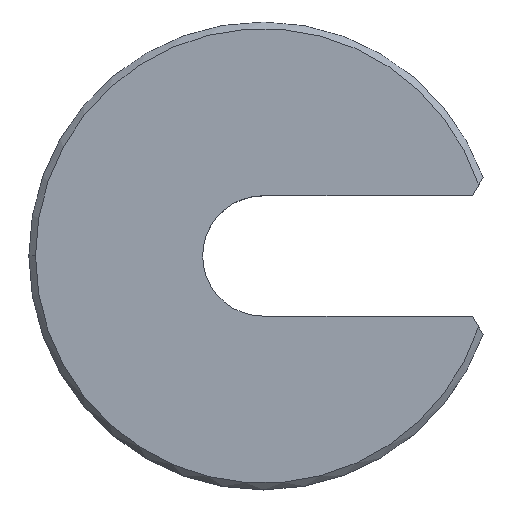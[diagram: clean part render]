
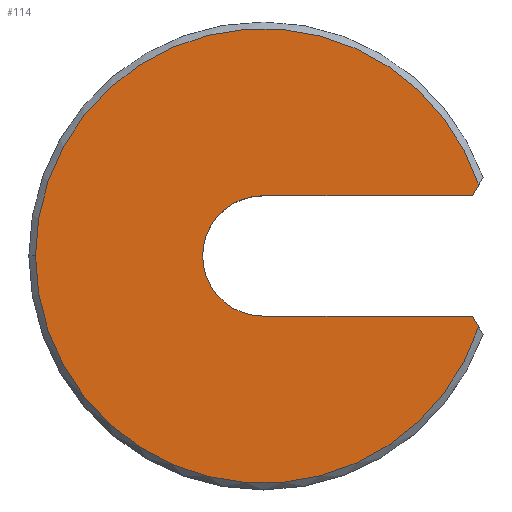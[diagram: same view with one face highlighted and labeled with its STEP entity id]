
A CAD part, top view. The second image highlights one B-rep face of the part: STEP entity #114.
In plain terms, the highlighted planar face has unit normal (0, 0, 1).
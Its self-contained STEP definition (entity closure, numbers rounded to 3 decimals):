
#1 = VERTEX_POINT ( 'NONE', #218 ) ;
#2 = EDGE_CURVE ( 'NONE', #10, #1, #257, .T. ) ;
#5 = VERTEX_POINT ( 'NONE', #185 ) ;
#10 = VERTEX_POINT ( 'NONE', #175 ) ;
#20 = ORIENTED_EDGE ( 'NONE', *, *, #21, .T. ) ;
#21 = EDGE_CURVE ( 'NONE', #78, #55, #117, .T. ) ;
#39 = EDGE_CURVE ( 'NONE', #71, #55, #142, .T. ) ;
#55 = VERTEX_POINT ( 'NONE', #380 ) ;
#63 = ORIENTED_EDGE ( 'NONE', *, *, #65, .F. ) ;
#65 = EDGE_CURVE ( 'NONE', #1, #71, #305, .T. ) ;
#69 = ORIENTED_EDGE ( 'NONE', *, *, #39, .F. ) ;
#71 = VERTEX_POINT ( 'NONE', #424 ) ;
#77 = EDGE_CURVE ( 'NONE', #5, #78, #325, .T. ) ;
#78 = VERTEX_POINT ( 'NONE', #320 ) ;
#82 = ORIENTED_EDGE ( 'NONE', *, *, #115, .T. ) ;
#83 = ORIENTED_EDGE ( 'NONE', *, *, #77, .T. ) ;
#97 = ORIENTED_EDGE ( 'NONE', *, *, #2, .F. ) ;
#114 = ADVANCED_FACE ( 'NONE', ( #315 ), #370, .T. ) ;
#115 = EDGE_CURVE ( 'NONE', #265, #5, #408, .T. ) ;
#117 = LINE ( 'NONE', #151, #150 ) ;
#135 = DIRECTION ( 'NONE',  ( 1., 0., 0. ) ) ;
#136 = VECTOR ( 'NONE', #135, 1000. ) ;
#137 = CARTESIAN_POINT ( 'NONE',  ( 17.5, -4.5, 0. ) ) ;
#142 = LINE ( 'NONE', #137, #136 ) ;
#149 = DIRECTION ( 'NONE',  ( -0.502, 0.865, 0. ) ) ;
#150 = VECTOR ( 'NONE', #149, 1000. ) ;
#151 = CARTESIAN_POINT ( 'NONE',  ( 9.788, 5.674, 0. ) ) ;
#175 = CARTESIAN_POINT ( 'NONE',  ( 15.686, 4.5, 0. ) ) ;
#185 = CARTESIAN_POINT ( 'NONE',  ( -17., 0., 0. ) ) ;
#209 = ORIENTED_EDGE ( 'NONE', *, *, #215, .T. ) ;
#215 = EDGE_CURVE ( 'NONE', #10, #265, #396, .T. ) ;
#218 = CARTESIAN_POINT ( 'NONE',  ( 0., 4.5, 0. ) ) ;
#224 = EDGE_LOOP ( 'NONE', ( #97, #209, #82, #83, #20, #69, #63 ) ) ;
#254 = DIRECTION ( 'NONE',  ( -1., 0., 0. ) ) ;
#255 = VECTOR ( 'NONE', #254, 1000. ) ;
#256 = CARTESIAN_POINT ( 'NONE',  ( 0., 4.5, 0. ) ) ;
#257 = LINE ( 'NONE', #256, #255 ) ;
#265 = VERTEX_POINT ( 'NONE', #484 ) ;
#297 = DIRECTION ( 'NONE',  ( 1., 0., 0. ) ) ;
#298 = DIRECTION ( 'NONE',  ( 0., 0., 1. ) ) ;
#305 = CIRCLE ( 'NONE', #306, 4.5 ) ;
#306 = AXIS2_PLACEMENT_3D ( 'NONE', #419, #298, #297 ) ;
#315 = FACE_OUTER_BOUND ( 'NONE', #224, .T. ) ;
#317 = DIRECTION ( 'NONE',  ( 1., 0., 0. ) ) ;
#318 = DIRECTION ( 'NONE',  ( 0., 0., 1. ) ) ;
#320 = CARTESIAN_POINT ( 'NONE',  ( 16.151, -5.304, 0. ) ) ;
#325 = CIRCLE ( 'NONE', #331, 17. ) ;
#331 = AXIS2_PLACEMENT_3D ( 'NONE', #332, #318, #317 ) ;
#332 = CARTESIAN_POINT ( 'NONE',  ( 0., 0., 0. ) ) ;
#370 = PLANE ( 'NONE',  #448 ) ;
#380 = CARTESIAN_POINT ( 'NONE',  ( 15.686, -4.5, 0. ) ) ;
#391 = DIRECTION ( 'NONE',  ( 0.502, 0.865, 0. ) ) ;
#392 = VECTOR ( 'NONE', #391, 1000. ) ;
#393 = CARTESIAN_POINT ( 'NONE',  ( 9.788, -5.674, 0. ) ) ;
#396 = LINE ( 'NONE', #393, #392 ) ;
#405 = DIRECTION ( 'NONE',  ( 1., 0., 0. ) ) ;
#406 = DIRECTION ( 'NONE',  ( 0., 0., 1. ) ) ;
#407 = CARTESIAN_POINT ( 'NONE',  ( 0., 0., 0. ) ) ;
#408 = CIRCLE ( 'NONE', #414, 17. ) ;
#410 = DIRECTION ( 'NONE',  ( 1., 0., 0. ) ) ;
#411 = DIRECTION ( 'NONE',  ( 0., 0., 1. ) ) ;
#412 = CARTESIAN_POINT ( 'NONE',  ( 0., 0., 0. ) ) ;
#414 = AXIS2_PLACEMENT_3D ( 'NONE', #407, #406, #405 ) ;
#419 = CARTESIAN_POINT ( 'NONE',  ( 0., 0., 0. ) ) ;
#424 = CARTESIAN_POINT ( 'NONE',  ( 0., -4.5, 0. ) ) ;
#448 = AXIS2_PLACEMENT_3D ( 'NONE', #412, #411, #410 ) ;
#484 = CARTESIAN_POINT ( 'NONE',  ( 16.151, 5.304, 0. ) ) ;
